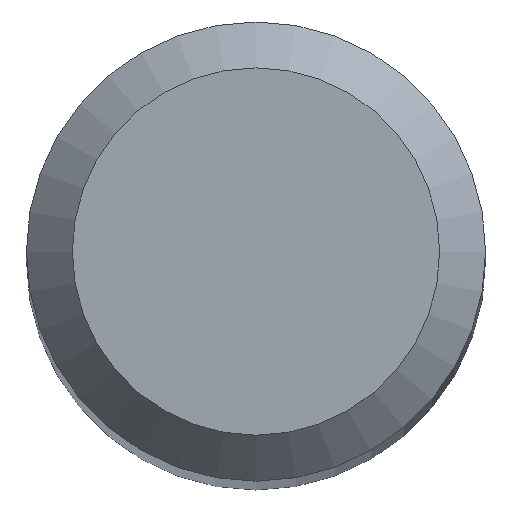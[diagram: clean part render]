
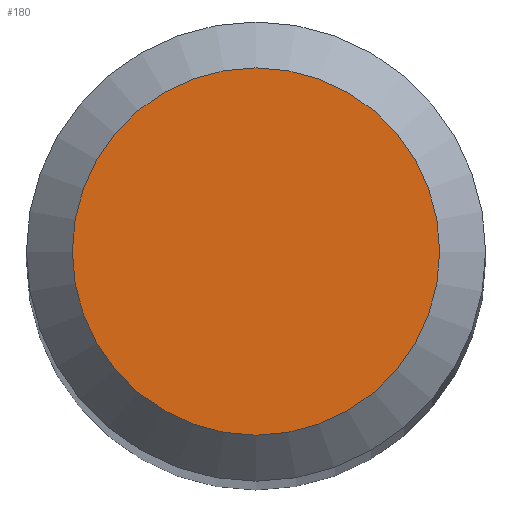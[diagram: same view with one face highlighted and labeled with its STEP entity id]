
A CAD part, top view. The second image highlights one B-rep face of the part: STEP entity #180.
In plain terms, the highlighted planar face has unit normal (0, 0, 1).
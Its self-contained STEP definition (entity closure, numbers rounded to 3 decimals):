
#11 = ORIENTED_EDGE ( 'NONE', *, *, #176, .F. ) ;
#16 = DIRECTION ( 'NONE',  ( 0., 0., -1. ) ) ;
#57 = PLANE ( 'NONE',  #111 ) ;
#69 = FACE_OUTER_BOUND ( 'NONE', #154, .T. ) ;
#111 = AXIS2_PLACEMENT_3D ( 'NONE', #141, #16, #220 ) ;
#133 = CIRCLE ( 'NONE', #172, 1.2 ) ;
#141 = CARTESIAN_POINT ( 'NONE',  ( 0., 0., 38. ) ) ;
#144 = DIRECTION ( 'NONE',  ( 0., 0., -1. ) ) ;
#154 = EDGE_LOOP ( 'NONE', ( #11 ) ) ;
#171 = VERTEX_POINT ( 'NONE', #190 ) ;
#172 = AXIS2_PLACEMENT_3D ( 'NONE', #201, #144, #207 ) ;
#176 = EDGE_CURVE ( 'NONE', #171, #171, #133, .T. ) ;
#180 = ADVANCED_FACE ( 'NONE', ( #69 ), #57, .F. ) ;
#190 = CARTESIAN_POINT ( 'NONE',  ( 0., 1.2, 38. ) ) ;
#201 = CARTESIAN_POINT ( 'NONE',  ( 0., 0., 38. ) ) ;
#207 = DIRECTION ( 'NONE',  ( 0., 1., 0. ) ) ;
#220 = DIRECTION ( 'NONE',  ( 0., 1., 0. ) ) ;
